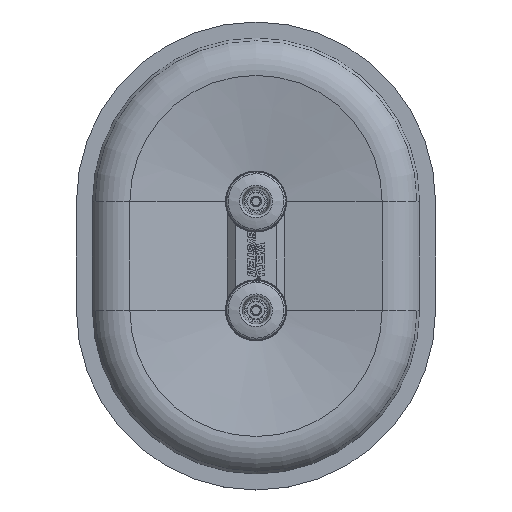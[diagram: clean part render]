
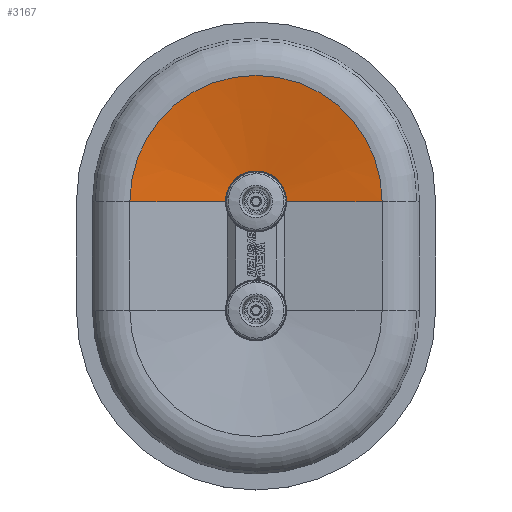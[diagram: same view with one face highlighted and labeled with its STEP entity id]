
A CAD part, top view. The second image highlights one B-rep face of the part: STEP entity #3167.
In plain terms, the highlighted conical face has half-angle 80.86 degrees and reference radius 115.919 mm.
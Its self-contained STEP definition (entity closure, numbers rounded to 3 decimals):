
#797=CONICAL_SURFACE('',#33323,115.919,80.86);
#1832=CIRCLE('',#33320,26.237);
#1833=CIRCLE('',#33322,115.919);
#3167=ADVANCED_FACE('',(#6067),#797,.F.);
#6067=FACE_OUTER_BOUND('',#8250,.T.);
#8250=EDGE_LOOP('',(#14968,#14969,#14970,#14971));
#10608=LINE('',#46154,#12722);
#10609=LINE('',#46155,#12723);
#12722=VECTOR('',#36892,1.);
#12723=VECTOR('',#36893,1.);
#14968=ORIENTED_EDGE('',*,*,#27226,.F.);
#14969=ORIENTED_EDGE('',*,*,#27227,.T.);
#14970=ORIENTED_EDGE('',*,*,#27223,.T.);
#14971=ORIENTED_EDGE('',*,*,#27228,.F.);
#24528=VERTEX_POINT('',#46146);
#24529=VERTEX_POINT('',#46147);
#24530=VERTEX_POINT('',#46152);
#24531=VERTEX_POINT('',#46153);
#27223=EDGE_CURVE('',#24528,#24529,#1832,.T.);
#27226=EDGE_CURVE('',#24530,#24531,#1833,.T.);
#27227=EDGE_CURVE('',#24530,#24528,#10608,.T.);
#27228=EDGE_CURVE('',#24531,#24529,#10609,.T.);
#33320=AXIS2_PLACEMENT_3D('',#46145,#36884,#36885);
#33322=AXIS2_PLACEMENT_3D('',#46151,#36890,#36891);
#33323=AXIS2_PLACEMENT_3D('',#46156,#36894,#36895);
#36884=DIRECTION('',(0.,0.,-1.));
#36885=DIRECTION('',(-1.,0.,0.));
#36890=DIRECTION('',(0.,0.,-1.));
#36891=DIRECTION('',(-1.,0.,0.));
#36892=DIRECTION('',(0.987,0.,-0.159));
#36893=DIRECTION('',(-0.987,0.,-0.159));
#36894=DIRECTION('',(0.,0.,1.));
#36895=DIRECTION('',(-1.,0.,0.));
#46145=CARTESIAN_POINT('',(0.,50.,6.177));
#46146=CARTESIAN_POINT('',(-26.237,50.,6.177));
#46147=CARTESIAN_POINT('',(26.237,50.,6.177));
#46151=CARTESIAN_POINT('',(0.,50.,20.606));
#46152=CARTESIAN_POINT('',(-115.919,50.,20.606));
#46153=CARTESIAN_POINT('',(115.919,50.,20.606));
#46154=CARTESIAN_POINT('',(-115.919,50.,20.606));
#46155=CARTESIAN_POINT('',(115.919,50.,20.606));
#46156=CARTESIAN_POINT('',(0.,50.,20.606));
